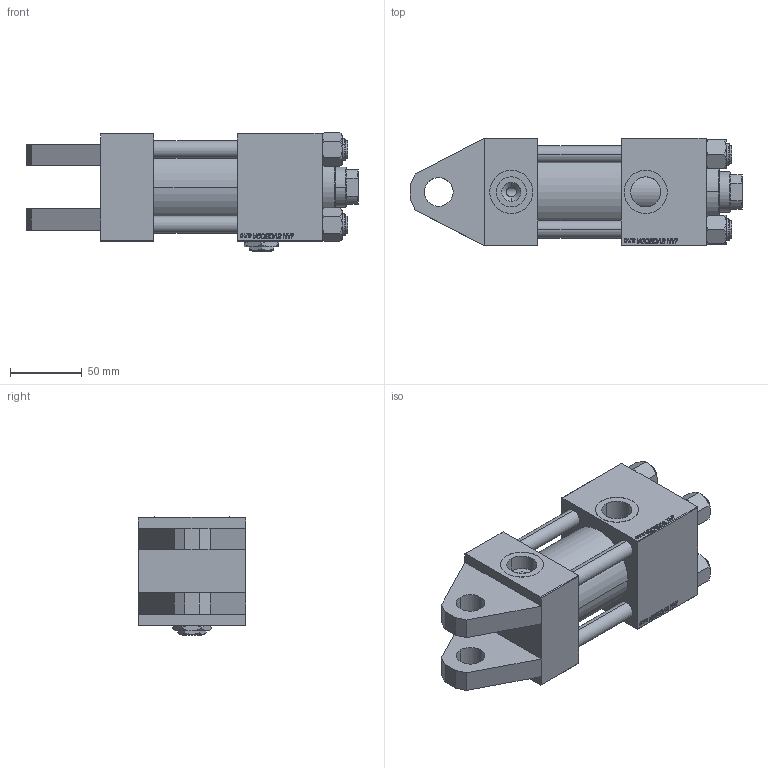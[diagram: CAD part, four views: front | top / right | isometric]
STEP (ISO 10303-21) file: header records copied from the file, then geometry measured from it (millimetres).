
FILE_DESCRIPTION (( 'STEP AP203' ), '1' );
FILE_NAME ('9a61.STEP', '2023-08-22T15:56:33', ( '' ), ( '' ), 'SwSTEP 2.0', 'SolidWorks 2019', '' );
FILE_SCHEMA (( 'CONFIG_CONTROL_DESIGN' ));
Length unit declared in the file: millimetre
Products named in the file (7): Zatka_pro_OIL_PORT aecac6375ff18758071f9fc402b637e1; V215CR_TYCINKA_H aecac6375ff18758071f9fc402b637e1; NUT_M5_H aecac6375ff18758071f9fc402b637e1; V215CR_H_Body aecac6375ff18758071f9fc402b637e1; V215_VC_A aecac6375ff18758071f9fc402b637e1; V215CR_VCP_H aecac6375ff18758071f9fc402b637e1; 9a61
Assembly tree (12 placements, depth 2):
  9a61
    V215CR_H_Body aecac6375ff18758071f9fc402b637e1
    V215CR_VCP_H aecac6375ff18758071f9fc402b637e1
    V215CR_TYCINKA_H aecac6375ff18758071f9fc402b637e1  x4
    NUT_M5_H aecac6375ff18758071f9fc402b637e1  x4
    V215_VC_A aecac6375ff18758071f9fc402b637e1
    Zatka_pro_OIL_PORT aecac6375ff18758071f9fc402b637e1
Bounding box: 231 x 75 x 82.27 mm (x, y, z)
Volume: 742858.6 mm3; surface area: 168486 mm2
Topology: 12 solids, 12 shells, 1176 faces, 2944 edges, 1905 vertices
Faces by surface type: plane 541, bspline 392, cone 148, cylinder 87, torus 8
Entity records: 51403 total; most frequent: CARTESIAN_POINT 27599, ORIENTED_EDGE 5380, DIRECTION 3400, EDGE_CURVE 2690, VERTEX_POINT 1761, VECTOR 1608, LINE 1608, EDGE_LOOP 1187
